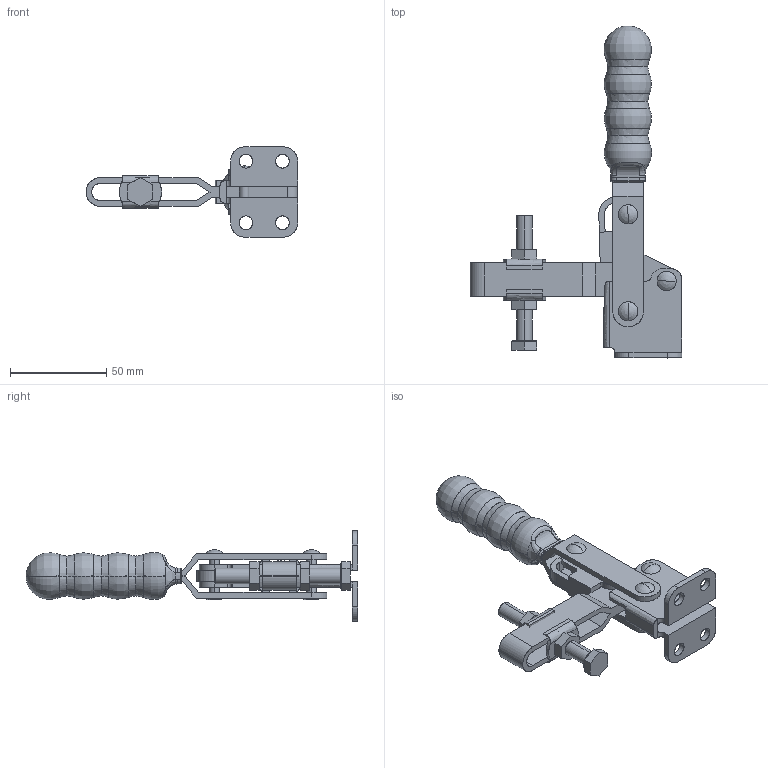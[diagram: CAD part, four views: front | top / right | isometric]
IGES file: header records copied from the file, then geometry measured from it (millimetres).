
Start section: SolidWorks IGES file using analytic representation for surfaces
Global section: file name: 493781(GH-12502-B).IGS,15; native system: HSolidWorks 2016; preprocessor: SolidWorks 2016; author: LinWei; date: 190110.151121; units: millimetre
Bounding box: 110.3 x 172.7 x 47 mm (x, y, z)
Surface area: 39154 mm2 (no closed solid volume)
Topology: 0 solids, 0 shells, 297 faces, 3964 edges, 3959 vertices
Faces by surface type: bspline 176, revolution 121
